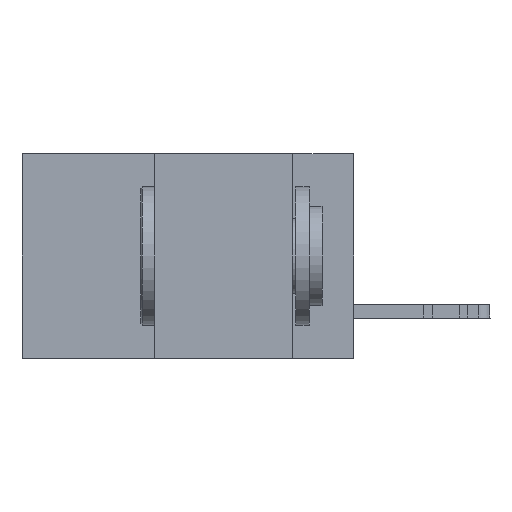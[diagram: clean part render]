
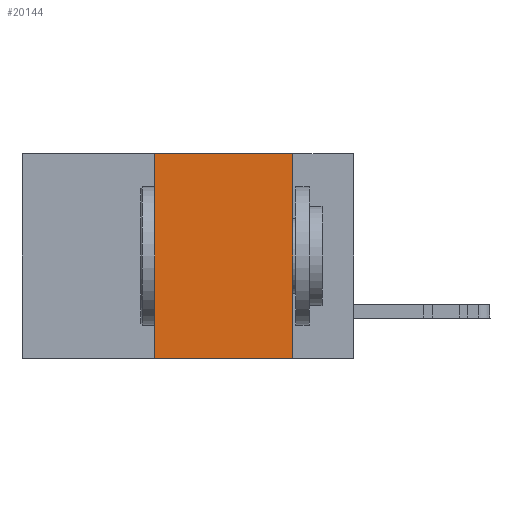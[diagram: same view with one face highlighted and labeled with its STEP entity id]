
A CAD part, left-side view. The second image highlights one B-rep face of the part: STEP entity #20144.
In plain terms, the highlighted planar face has unit normal (-1, 0, 0).
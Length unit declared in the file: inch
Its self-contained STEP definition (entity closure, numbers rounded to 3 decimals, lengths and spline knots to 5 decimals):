
#360 = DIRECTION ( 'NONE',  ( 1., 0., 0. ) ) ;
#3196 = ORIENTED_EDGE ( 'NONE', *, *, #42170, .F. ) ;
#3392 = DIRECTION ( 'NONE',  ( 0., 0., -1. ) ) ;
#3567 = DIRECTION ( 'NONE',  ( 0., 0., 1. ) ) ;
#3914 = CARTESIAN_POINT ( 'NONE',  ( 0., 0.6, 0. ) ) ;
#4287 = LINE ( 'NONE', #7462, #42559 ) ;
#7462 = CARTESIAN_POINT ( 'NONE',  ( 0., 0.36, 0. ) ) ;
#10807 = AXIS2_PLACEMENT_3D ( 'NONE', #16543, #360, #3392 ) ;
#11086 = DIRECTION ( 'NONE',  ( 0., -1., 0. ) ) ;
#11204 = CARTESIAN_POINT ( 'NONE',  ( 0., 0.11, 0. ) ) ;
#11321 = VERTEX_POINT ( 'NONE', #28316 ) ;
#13396 = EDGE_CURVE ( 'NONE', #37709, #26305, #4287, .T. ) ;
#15772 = VECTOR ( 'NONE', #40325, 39.37008 ) ;
#16310 = ORIENTED_EDGE ( 'NONE', *, *, #41626, .F. ) ;
#16543 = CARTESIAN_POINT ( 'NONE',  ( 0., 0.6, 0. ) ) ;
#19687 = EDGE_CURVE ( 'NONE', #37709, #11321, #38831, .T. ) ;
#20144 = ADVANCED_FACE ( 'NONE', ( #34569 ), #36600, .F. ) ;
#21270 = VECTOR ( 'NONE', #11086, 39.37008 ) ;
#21419 = ORIENTED_EDGE ( 'NONE', *, *, #19687, .T. ) ;
#23193 = EDGE_LOOP ( 'NONE', ( #16310, #3196, #29644, #21419 ) ) ;
#24602 = CARTESIAN_POINT ( 'NONE',  ( 0., 0.6, -0.37 ) ) ;
#26305 = VERTEX_POINT ( 'NONE', #33516 ) ;
#26496 = VERTEX_POINT ( 'NONE', #41779 ) ;
#27755 = DIRECTION ( 'NONE',  ( 0., 0., -1. ) ) ;
#28316 = CARTESIAN_POINT ( 'NONE',  ( 0., 0.11, -0.37 ) ) ;
#29188 = VECTOR ( 'NONE', #27755, 39.37008 ) ;
#29644 = ORIENTED_EDGE ( 'NONE', *, *, #13396, .F. ) ;
#31077 = CARTESIAN_POINT ( 'NONE',  ( 0., 0.36, -0.37 ) ) ;
#33516 = CARTESIAN_POINT ( 'NONE',  ( 0., 0.36, 0. ) ) ;
#34569 = FACE_OUTER_BOUND ( 'NONE', #23193, .T. ) ;
#36411 = LINE ( 'NONE', #3914, #15772 ) ;
#36600 = PLANE ( 'NONE',  #10807 ) ;
#37709 = VERTEX_POINT ( 'NONE', #31077 ) ;
#38831 = LINE ( 'NONE', #24602, #21270 ) ;
#40325 = DIRECTION ( 'NONE',  ( 0., -1., 0. ) ) ;
#41618 = LINE ( 'NONE', #11204, #29188 ) ;
#41626 = EDGE_CURVE ( 'NONE', #26496, #11321, #41618, .T. ) ;
#41779 = CARTESIAN_POINT ( 'NONE',  ( 0., 0.11, 0. ) ) ;
#42170 = EDGE_CURVE ( 'NONE', #26305, #26496, #36411, .T. ) ;
#42559 = VECTOR ( 'NONE', #3567, 39.37008 ) ;
